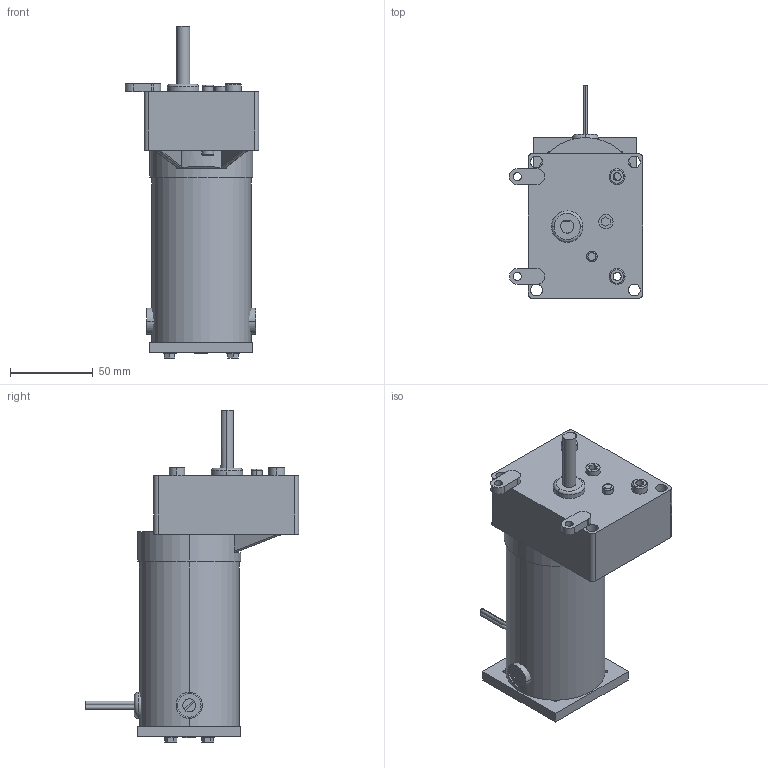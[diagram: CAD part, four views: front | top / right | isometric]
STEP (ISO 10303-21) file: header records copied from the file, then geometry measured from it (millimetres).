
FILE_DESCRIPTION (( 'STEP AP214' ), '1' );
FILE_NAME ('MTGP-P06-1L114.STEP', '2017-10-02T18:19:52', ( '' ), ( '' ), 'SwSTEP 2.0', 'SolidWorks 2016', '' );
FILE_SCHEMA (( 'AUTOMOTIVE_DESIGN' ));
Length unit declared in the file: inch
Products named in the file (1): MTGP-P06-1L114
Bounding box: 80.8 x 129.33 x 201.23 mm (x, y, z)
Volume: 330684.2 mm3; surface area: 100902.9 mm2
Topology: 27 solids, 27 shells, 266 faces, 579 edges, 375 vertices
Faces by surface type: cylinder 130, plane 115, torus 11, sphere 6, bspline 4
Entity records: 11143 total; most frequent: CARTESIAN_POINT 1378, DIRECTION 1374, ORIENTED_EDGE 1150, EDGE_CURVE 575, AXIS2_PLACEMENT_3D 553, VERTEX_POINT 373, EDGE_LOOP 320, CIRCLE 290
